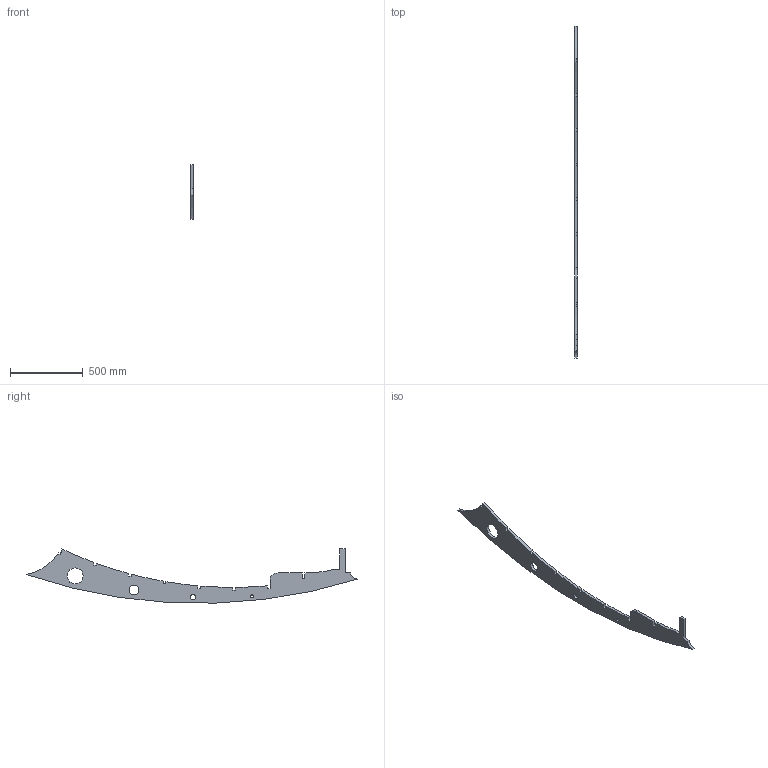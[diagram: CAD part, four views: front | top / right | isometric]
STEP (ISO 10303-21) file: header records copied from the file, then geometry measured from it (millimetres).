
FILE_DESCRIPTION(/* description */ (''),/* implementation_level */ '2;1');
FILE_NAME(/* name */ 'pod_gusset_single.step',/* time_stamp */ '2016-12-28T20:27:16-05:00',/* author */ (''),/* organization */ (''),/* preprocessor_version */ 'ST-DEVELOPER v16.5',/* originating_system */ 'Autodesk Translation Framework v5.2.0.2920',/* authorisation */ '');
FILE_SCHEMA (('AUTOMOTIVE_DESIGN { 1 0 10303 214 3 1 1 }'));
Length unit declared in the file: inch
Products named in the file (1): pod_gusset_a1_tall (1) (1) (1)
Bounding box: 19.3 x 2289.39 x 373.79 mm (x, y, z)
Volume: 5873361.7 mm3; surface area: 727846 mm2
Topology: 1 solids, 1 shells, 50 faces, 144 edges, 96 vertices
Faces by surface type: plane 35, cylinder 15
Full cylindrical faces by diameter (mm): 21.518 x1, 36.485 x1, 67.414 x1, 110.039 x1
Entity records: 1665 total; most frequent: CARTESIAN_POINT 287, ORIENTED_EDGE 280, DIRECTION 272, EDGE_CURVE 140, LINE 110, VECTOR 110, VERTEX_POINT 96, AXIS2_PLACEMENT_3D 81
